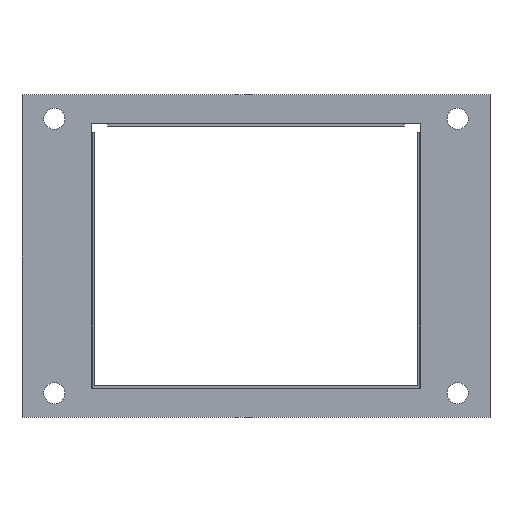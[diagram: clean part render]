
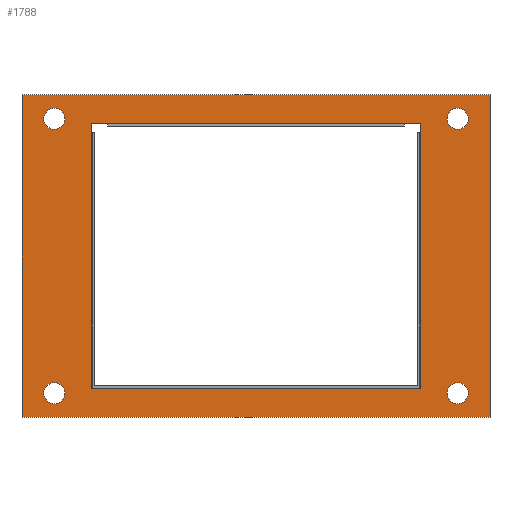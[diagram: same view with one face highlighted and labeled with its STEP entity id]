
A CAD part, top view. The second image highlights one B-rep face of the part: STEP entity #1788.
In plain terms, the highlighted planar face has unit normal (0, 0, 1).
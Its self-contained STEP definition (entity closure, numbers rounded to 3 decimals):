
#35 = DIRECTION ( 'NONE',  ( 0., 0., 1. ) ) ;
#45 = DIRECTION ( 'NONE',  ( -1., 0., 0. ) ) ;
#52 = CARTESIAN_POINT ( 'NONE',  ( 62.5, -42.5, 0.8 ) ) ;
#73 = ORIENTED_EDGE ( 'NONE', *, *, #3337, .T. ) ;
#79 = LINE ( 'NONE', #1718, #176 ) ;
#83 = ORIENTED_EDGE ( 'NONE', *, *, #141, .F. ) ;
#99 = AXIS2_PLACEMENT_3D ( 'NONE', #437, #1042, #1637 ) ;
#123 = VERTEX_POINT ( 'NONE', #229 ) ;
#137 = EDGE_CURVE ( 'NONE', #1859, #1923, #3165, .T. ) ;
#141 = EDGE_CURVE ( 'NONE', #2986, #123, #79, .T. ) ;
#176 = VECTOR ( 'NONE', #1128, 1000. ) ;
#178 = ORIENTED_EDGE ( 'NONE', *, *, #2688, .T. ) ;
#198 = VERTEX_POINT ( 'NONE', #3465 ) ;
#200 = CARTESIAN_POINT ( 'NONE',  ( -51., 41., 0.8 ) ) ;
#214 = LINE ( 'NONE', #633, #2396 ) ;
#229 = CARTESIAN_POINT ( 'NONE',  ( -51., -41., 0.8 ) ) ;
#255 = FACE_BOUND ( 'NONE', #526, .T. ) ;
#262 = VECTOR ( 'NONE', #3677, 1000. ) ;
#356 = CARTESIAN_POINT ( 'NONE',  ( 62.5, 42.5, 0.8 ) ) ;
#437 = CARTESIAN_POINT ( 'NONE',  ( -62.5, -42.5, 0.8 ) ) ;
#498 = VERTEX_POINT ( 'NONE', #707 ) ;
#526 = EDGE_LOOP ( 'NONE', ( #731 ) ) ;
#534 = ORIENTED_EDGE ( 'NONE', *, *, #1902, .F. ) ;
#553 = CARTESIAN_POINT ( 'NONE',  ( -51., -41., 0.8 ) ) ;
#566 = EDGE_LOOP ( 'NONE', ( #1455 ) ) ;
#586 = VERTEX_POINT ( 'NONE', #2823 ) ;
#610 = EDGE_CURVE ( 'NONE', #2666, #2666, #3780, .T. ) ;
#624 = ORIENTED_EDGE ( 'NONE', *, *, #2911, .F. ) ;
#630 = CIRCLE ( 'NONE', #99, 3.25 ) ;
#633 = CARTESIAN_POINT ( 'NONE',  ( -72.5, 50., 0.8 ) ) ;
#685 = CARTESIAN_POINT ( 'NONE',  ( -62.5, 42.5, 0.8 ) ) ;
#704 = EDGE_CURVE ( 'NONE', #1002, #1002, #1397, .T. ) ;
#707 = CARTESIAN_POINT ( 'NONE',  ( 51., 41., 0.8 ) ) ;
#730 = LINE ( 'NONE', #1046, #2998 ) ;
#731 = ORIENTED_EDGE ( 'NONE', *, *, #704, .F. ) ;
#735 = VECTOR ( 'NONE', #3690, 1000. ) ;
#770 = CARTESIAN_POINT ( 'NONE',  ( -46., 41.01, 0.8 ) ) ;
#772 = EDGE_CURVE ( 'NONE', #123, #1422, #1118, .T. ) ;
#843 = DIRECTION ( 'NONE',  ( 0., -1., 0. ) ) ;
#853 = ORIENTED_EDGE ( 'NONE', *, *, #137, .T. ) ;
#856 = CARTESIAN_POINT ( 'NONE',  ( 51., -41., 0.8 ) ) ;
#868 = LINE ( 'NONE', #2111, #1055 ) ;
#880 = ORIENTED_EDGE ( 'NONE', *, *, #772, .F. ) ;
#931 = EDGE_LOOP ( 'NONE', ( #3157, #1004, #534, #3225, #3441, #624, #880, #83, #3419, #1736 ) ) ;
#987 = VERTEX_POINT ( 'NONE', #1894 ) ;
#1002 = VERTEX_POINT ( 'NONE', #3454 ) ;
#1003 = CARTESIAN_POINT ( 'NONE',  ( -72.5, 50., 0.8 ) ) ;
#1004 = ORIENTED_EDGE ( 'NONE', *, *, #1980, .F. ) ;
#1021 = VECTOR ( 'NONE', #2265, 1000. ) ;
#1042 = DIRECTION ( 'NONE',  ( 0., 0., 1. ) ) ;
#1046 = CARTESIAN_POINT ( 'NONE',  ( -51., 41., 0.8 ) ) ;
#1055 = VECTOR ( 'NONE', #1511, 1000. ) ;
#1062 = LINE ( 'NONE', #2449, #262 ) ;
#1093 = CARTESIAN_POINT ( 'NONE',  ( -72.5, -50., 0.8 ) ) ;
#1118 = LINE ( 'NONE', #553, #1021 ) ;
#1128 = DIRECTION ( 'NONE',  ( 0., -1., 0. ) ) ;
#1137 = EDGE_LOOP ( 'NONE', ( #178, #853, #73, #1501 ) ) ;
#1141 = DIRECTION ( 'NONE',  ( 1., 0., 0. ) ) ;
#1149 = FACE_BOUND ( 'NONE', #566, .T. ) ;
#1160 = EDGE_LOOP ( 'NONE', ( #1505 ) ) ;
#1188 = CIRCLE ( 'NONE', #3461, 3.25 ) ;
#1210 = EDGE_CURVE ( 'NONE', #3449, #498, #1624, .T. ) ;
#1252 = CARTESIAN_POINT ( 'NONE',  ( -51., 41., 0.8 ) ) ;
#1261 = EDGE_CURVE ( 'NONE', #3891, #586, #3824, .T. ) ;
#1397 = CIRCLE ( 'NONE', #2662, 3.25 ) ;
#1403 = DIRECTION ( 'NONE',  ( -1., 0., 0. ) ) ;
#1418 = CARTESIAN_POINT ( 'NONE',  ( 50.8, -41., 0.8 ) ) ;
#1422 = VERTEX_POINT ( 'NONE', #1897 ) ;
#1437 = CARTESIAN_POINT ( 'NONE',  ( 46., 41.01, 0.8 ) ) ;
#1455 = ORIENTED_EDGE ( 'NONE', *, *, #1929, .F. ) ;
#1478 = AXIS2_PLACEMENT_3D ( 'NONE', #685, #2866, #2466 ) ;
#1501 = ORIENTED_EDGE ( 'NONE', *, *, #2456, .T. ) ;
#1505 = ORIENTED_EDGE ( 'NONE', *, *, #610, .F. ) ;
#1511 = DIRECTION ( 'NONE',  ( 1., 0., 0. ) ) ;
#1595 = EDGE_CURVE ( 'NONE', #198, #198, #1188, .T. ) ;
#1597 = DIRECTION ( 'NONE',  ( -1., 0., 0. ) ) ;
#1624 = LINE ( 'NONE', #1843, #735 ) ;
#1637 = DIRECTION ( 'NONE',  ( -1., 0., 0. ) ) ;
#1673 = CARTESIAN_POINT ( 'NONE',  ( -59.25, 42.5, 0.8 ) ) ;
#1693 = CARTESIAN_POINT ( 'NONE',  ( 46., 41., 0.8 ) ) ;
#1718 = CARTESIAN_POINT ( 'NONE',  ( -51., 41., 0.8 ) ) ;
#1724 = DIRECTION ( 'NONE',  ( 0., 1., 0. ) ) ;
#1736 = ORIENTED_EDGE ( 'NONE', *, *, #1261, .F. ) ;
#1758 = FACE_BOUND ( 'NONE', #931, .T. ) ;
#1785 = VERTEX_POINT ( 'NONE', #1418 ) ;
#1788 = ADVANCED_FACE ( 'NONE', ( #255, #1847, #3339, #2536, #1149, #1758 ), #3434, .T. ) ;
#1843 = CARTESIAN_POINT ( 'NONE',  ( 51., 41., 0.8 ) ) ;
#1845 = LINE ( 'NONE', #1437, #3435 ) ;
#1847 = FACE_BOUND ( 'NONE', #1160, .T. ) ;
#1859 = VERTEX_POINT ( 'NONE', #1093 ) ;
#1894 = CARTESIAN_POINT ( 'NONE',  ( 46., 41.01, 0.8 ) ) ;
#1897 = CARTESIAN_POINT ( 'NONE',  ( -50.8, -41., 0.8 ) ) ;
#1902 = EDGE_CURVE ( 'NONE', #498, #2700, #3145, .T. ) ;
#1923 = VERTEX_POINT ( 'NONE', #2872 ) ;
#1929 = EDGE_CURVE ( 'NONE', #3278, #3278, #630, .T. ) ;
#1980 = EDGE_CURVE ( 'NONE', #2700, #987, #2051, .T. ) ;
#2014 = EDGE_CURVE ( 'NONE', #1785, #3449, #1062, .T. ) ;
#2016 = CARTESIAN_POINT ( 'NONE',  ( 72.5, 50., 0.8 ) ) ;
#2051 = LINE ( 'NONE', #1693, #3538 ) ;
#2111 = CARTESIAN_POINT ( 'NONE',  ( -51., -41., 0.8 ) ) ;
#2251 = EDGE_CURVE ( 'NONE', #987, #3891, #1845, .T. ) ;
#2265 = DIRECTION ( 'NONE',  ( 1., 0., 0. ) ) ;
#2367 = VECTOR ( 'NONE', #2906, 1000. ) ;
#2396 = VECTOR ( 'NONE', #2848, 1000. ) ;
#2436 = VECTOR ( 'NONE', #1724, 1000. ) ;
#2445 = VECTOR ( 'NONE', #1597, 1000. ) ;
#2449 = CARTESIAN_POINT ( 'NONE',  ( -51., -41., 0.8 ) ) ;
#2456 = EDGE_CURVE ( 'NONE', #2620, #3799, #2728, .T. ) ;
#2466 = DIRECTION ( 'NONE',  ( 1., 0., 0. ) ) ;
#2502 = CARTESIAN_POINT ( 'NONE',  ( -72.5, 50., 0.8 ) ) ;
#2536 = FACE_BOUND ( 'NONE', #3604, .T. ) ;
#2560 = CARTESIAN_POINT ( 'NONE',  ( -65.75, -42.5, 0.8 ) ) ;
#2602 = CARTESIAN_POINT ( 'NONE',  ( -72.5, -50., 0.8 ) ) ;
#2620 = VERTEX_POINT ( 'NONE', #3647 ) ;
#2662 = AXIS2_PLACEMENT_3D ( 'NONE', #52, #3217, #1141 ) ;
#2666 = VERTEX_POINT ( 'NONE', #1673 ) ;
#2688 = EDGE_CURVE ( 'NONE', #3799, #1859, #214, .T. ) ;
#2700 = VERTEX_POINT ( 'NONE', #3451 ) ;
#2728 = LINE ( 'NONE', #1003, #2445 ) ;
#2738 = EDGE_CURVE ( 'NONE', #586, #2986, #730, .T. ) ;
#2823 = CARTESIAN_POINT ( 'NONE',  ( -46., 41., 0.8 ) ) ;
#2832 = DIRECTION ( 'NONE',  ( -1., 0., 0. ) ) ;
#2848 = DIRECTION ( 'NONE',  ( 0., -1., 0. ) ) ;
#2866 = DIRECTION ( 'NONE',  ( 0., 0., 1. ) ) ;
#2872 = CARTESIAN_POINT ( 'NONE',  ( 72.5, -50., 0.8 ) ) ;
#2887 = DIRECTION ( 'NONE',  ( 0., 1., 0. ) ) ;
#2906 = DIRECTION ( 'NONE',  ( 1., 0., 0. ) ) ;
#2911 = EDGE_CURVE ( 'NONE', #1422, #1785, #868, .T. ) ;
#2920 = VECTOR ( 'NONE', #843, 1000. ) ;
#2986 = VERTEX_POINT ( 'NONE', #1252 ) ;
#2998 = VECTOR ( 'NONE', #1403, 1000. ) ;
#3006 = VECTOR ( 'NONE', #3803, 1000. ) ;
#3037 = DIRECTION ( 'NONE',  ( 0., 0., 1. ) ) ;
#3072 = CARTESIAN_POINT ( 'NONE',  ( -46., 41.01, 0.8 ) ) ;
#3145 = LINE ( 'NONE', #200, #3006 ) ;
#3157 = ORIENTED_EDGE ( 'NONE', *, *, #2251, .F. ) ;
#3165 = LINE ( 'NONE', #2602, #2367 ) ;
#3173 = AXIS2_PLACEMENT_3D ( 'NONE', #3222, #35, #3629 ) ;
#3217 = DIRECTION ( 'NONE',  ( 0., 0., 1. ) ) ;
#3222 = CARTESIAN_POINT ( 'NONE',  ( -72.5, -50., 0.8 ) ) ;
#3225 = ORIENTED_EDGE ( 'NONE', *, *, #1210, .F. ) ;
#3242 = LINE ( 'NONE', #2016, #2436 ) ;
#3278 = VERTEX_POINT ( 'NONE', #2560 ) ;
#3337 = EDGE_CURVE ( 'NONE', #1923, #2620, #3242, .T. ) ;
#3339 = FACE_OUTER_BOUND ( 'NONE', #1137, .T. ) ;
#3419 = ORIENTED_EDGE ( 'NONE', *, *, #2738, .F. ) ;
#3429 = ORIENTED_EDGE ( 'NONE', *, *, #1595, .F. ) ;
#3434 = PLANE ( 'NONE',  #3173 ) ;
#3435 = VECTOR ( 'NONE', #2832, 1000. ) ;
#3441 = ORIENTED_EDGE ( 'NONE', *, *, #2014, .F. ) ;
#3449 = VERTEX_POINT ( 'NONE', #856 ) ;
#3451 = CARTESIAN_POINT ( 'NONE',  ( 46., 41., 0.8 ) ) ;
#3454 = CARTESIAN_POINT ( 'NONE',  ( 65.75, -42.5, 0.8 ) ) ;
#3461 = AXIS2_PLACEMENT_3D ( 'NONE', #356, #3037, #45 ) ;
#3465 = CARTESIAN_POINT ( 'NONE',  ( 59.25, 42.5, 0.8 ) ) ;
#3538 = VECTOR ( 'NONE', #2887, 1000. ) ;
#3604 = EDGE_LOOP ( 'NONE', ( #3429 ) ) ;
#3629 = DIRECTION ( 'NONE',  ( 1., 0., 0. ) ) ;
#3647 = CARTESIAN_POINT ( 'NONE',  ( 72.5, 50., 0.8 ) ) ;
#3677 = DIRECTION ( 'NONE',  ( 1., 0., 0. ) ) ;
#3690 = DIRECTION ( 'NONE',  ( 0., 1., 0. ) ) ;
#3780 = CIRCLE ( 'NONE', #1478, 3.25 ) ;
#3799 = VERTEX_POINT ( 'NONE', #2502 ) ;
#3803 = DIRECTION ( 'NONE',  ( -1., 0., 0. ) ) ;
#3824 = LINE ( 'NONE', #3072, #2920 ) ;
#3891 = VERTEX_POINT ( 'NONE', #770 ) ;
